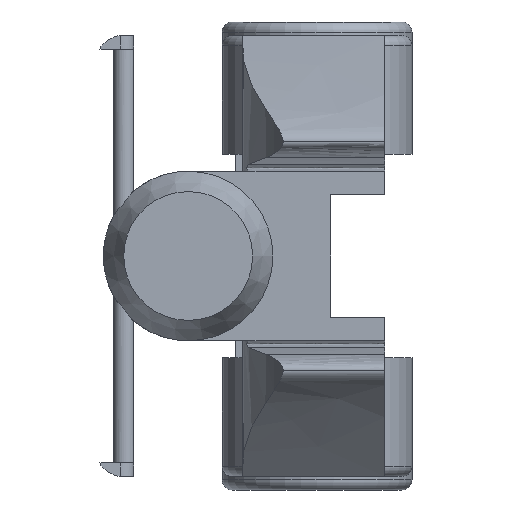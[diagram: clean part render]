
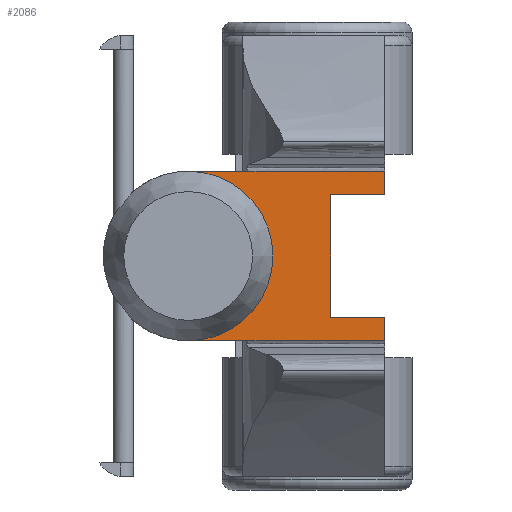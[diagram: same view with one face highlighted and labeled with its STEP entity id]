
A CAD part, left-side view. The second image highlights one B-rep face of the part: STEP entity #2086.
In plain terms, the highlighted planar face has unit normal (-1, 0, 0).
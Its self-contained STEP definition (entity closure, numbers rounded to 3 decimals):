
#125=PLANE('',#2242);
#204=LINE('',#3146,#392);
#205=LINE('',#3148,#393);
#206=LINE('',#3150,#394);
#207=LINE('',#3152,#395);
#208=LINE('',#3154,#396);
#209=LINE('',#3156,#397);
#210=LINE('',#3158,#398);
#211=LINE('',#3159,#399);
#212=LINE('',#3160,#400);
#392=VECTOR('',#2477,10.);
#393=VECTOR('',#2478,10.);
#394=VECTOR('',#2479,10.);
#395=VECTOR('',#2480,10.);
#396=VECTOR('',#2481,10.);
#397=VECTOR('',#2482,10.);
#398=VECTOR('',#2483,10.);
#399=VECTOR('',#2484,10.);
#400=VECTOR('',#2485,10.);
#609=FACE_OUTER_BOUND('',#729,.T.);
#729=EDGE_LOOP('',(#1490,#1491,#1492,#1493,#1494,#1495,#1496,#1497,#1498,
#1499,#1500));
#848=CIRCLE('',#2226,12.5);
#850=CIRCLE('',#2228,12.5);
#917=VERTEX_POINT('',#2995);
#918=VERTEX_POINT('',#2997);
#920=VERTEX_POINT('',#3002);
#942=VERTEX_POINT('',#3144);
#943=VERTEX_POINT('',#3145);
#944=VERTEX_POINT('',#3147);
#945=VERTEX_POINT('',#3149);
#946=VERTEX_POINT('',#3151);
#947=VERTEX_POINT('',#3153);
#948=VERTEX_POINT('',#3155);
#949=VERTEX_POINT('',#3157);
#1125=EDGE_CURVE('',#917,#918,#848,.T.);
#1128=EDGE_CURVE('',#918,#920,#850,.T.);
#1156=EDGE_CURVE('',#942,#943,#204,.T.);
#1157=EDGE_CURVE('',#944,#942,#205,.T.);
#1158=EDGE_CURVE('',#945,#944,#206,.T.);
#1159=EDGE_CURVE('',#946,#945,#207,.T.);
#1160=EDGE_CURVE('',#947,#946,#208,.T.);
#1161=EDGE_CURVE('',#948,#947,#209,.T.);
#1162=EDGE_CURVE('',#949,#948,#210,.T.);
#1163=EDGE_CURVE('',#920,#949,#211,.T.);
#1164=EDGE_CURVE('',#943,#917,#212,.T.);
#1490=ORIENTED_EDGE('',*,*,#1156,.F.);
#1491=ORIENTED_EDGE('',*,*,#1157,.F.);
#1492=ORIENTED_EDGE('',*,*,#1158,.F.);
#1493=ORIENTED_EDGE('',*,*,#1159,.F.);
#1494=ORIENTED_EDGE('',*,*,#1160,.F.);
#1495=ORIENTED_EDGE('',*,*,#1161,.F.);
#1496=ORIENTED_EDGE('',*,*,#1162,.F.);
#1497=ORIENTED_EDGE('',*,*,#1163,.F.);
#1498=ORIENTED_EDGE('',*,*,#1128,.F.);
#1499=ORIENTED_EDGE('',*,*,#1125,.F.);
#1500=ORIENTED_EDGE('',*,*,#1164,.F.);
#2086=ADVANCED_FACE('',(#609),#125,.T.);
#2226=AXIS2_PLACEMENT_3D('',#2998,#2431,#2432);
#2228=AXIS2_PLACEMENT_3D('',#3003,#2436,#2437);
#2242=AXIS2_PLACEMENT_3D('',#3143,#2475,#2476);
#2431=DIRECTION('center_axis',(-1.,0.,0.));
#2432=DIRECTION('ref_axis',(0.,0.,1.));
#2436=DIRECTION('center_axis',(-1.,0.,0.));
#2437=DIRECTION('ref_axis',(0.,0.,1.));
#2475=DIRECTION('center_axis',(-1.,0.,0.));
#2476=DIRECTION('ref_axis',(0.,0.,1.));
#2477=DIRECTION('',(0.,1.,0.));
#2478=DIRECTION('',(0.,0.,-1.));
#2479=DIRECTION('',(0.,-1.,0.));
#2480=DIRECTION('',(0.,0.,-1.));
#2481=DIRECTION('',(0.,1.,0.));
#2482=DIRECTION('',(0.,0.,-1.));
#2483=DIRECTION('',(0.,-1.,0.));
#2484=DIRECTION('',(0.,-1.,0.));
#2485=DIRECTION('',(0.,1.,0.));
#2995=CARTESIAN_POINT('',(7.,29.,-12.5));
#2997=CARTESIAN_POINT('',(7.,16.5,0.));
#2998=CARTESIAN_POINT('Origin',(7.,29.,0.));
#3002=CARTESIAN_POINT('',(7.,29.,12.5));
#3003=CARTESIAN_POINT('Origin',(7.,29.,0.));
#3143=CARTESIAN_POINT('Origin',(7.,20.75,0.));
#3144=CARTESIAN_POINT('',(7.,0.,-12.5));
#3145=CARTESIAN_POINT('',(7.,17.804,-12.5));
#3146=CARTESIAN_POINT('',(7.,23.875,-12.5));
#3147=CARTESIAN_POINT('',(7.,0.,-9.));
#3148=CARTESIAN_POINT('',(7.,0.,-8.125));
#3149=CARTESIAN_POINT('',(7.,8.,-9.));
#3150=CARTESIAN_POINT('',(7.,13.375,-9.));
#3151=CARTESIAN_POINT('',(7.,8.,9.));
#3152=CARTESIAN_POINT('',(7.,8.,0.));
#3153=CARTESIAN_POINT('',(7.,0.,9.));
#3154=CARTESIAN_POINT('',(7.,13.375,9.));
#3155=CARTESIAN_POINT('',(7.,0.,12.5));
#3156=CARTESIAN_POINT('',(7.,0.,8.125));
#3157=CARTESIAN_POINT('',(7.,17.804,12.5));
#3158=CARTESIAN_POINT('',(7.,23.875,12.5));
#3159=CARTESIAN_POINT('',(7.,24.875,12.5));
#3160=CARTESIAN_POINT('',(7.,24.875,-12.5));
